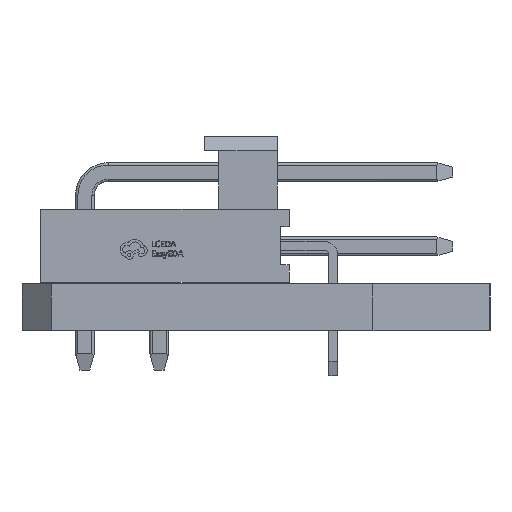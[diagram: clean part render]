
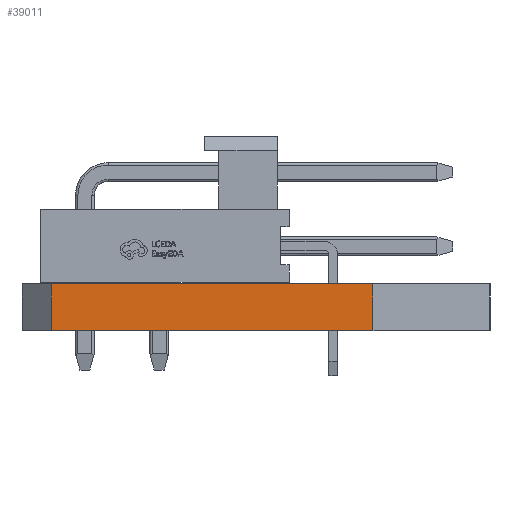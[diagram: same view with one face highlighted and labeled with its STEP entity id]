
A CAD part, left-side view. The second image highlights one B-rep face of the part: STEP entity #39011.
In plain terms, the highlighted planar face has unit normal (-1, 0, 0).
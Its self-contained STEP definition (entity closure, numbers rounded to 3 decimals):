
#38274 = VERTEX_POINT('',#38275);
#38275 = CARTESIAN_POINT('',(-25.,15.,0.));
#38281 = EDGE_CURVE('',#38282,#38274,#38284,.T.);
#38282 = VERTEX_POINT('',#38283);
#38283 = CARTESIAN_POINT('',(-25.,4.,0.));
#38284 = LINE('',#38285,#38286);
#38285 = CARTESIAN_POINT('',(-25.,4.,0.));
#38286 = VECTOR('',#38287,1.);
#38287 = DIRECTION('',(0.,1.,0.));
#38616 = VERTEX_POINT('',#38617);
#38617 = CARTESIAN_POINT('',(-25.,15.,1.6));
#38623 = EDGE_CURVE('',#38624,#38616,#38626,.T.);
#38624 = VERTEX_POINT('',#38625);
#38625 = CARTESIAN_POINT('',(-25.,4.,1.6));
#38626 = LINE('',#38627,#38628);
#38627 = CARTESIAN_POINT('',(-25.,4.,1.6));
#38628 = VECTOR('',#38629,1.);
#38629 = DIRECTION('',(0.,1.,0.));
#38981 = EDGE_CURVE('',#38274,#38616,#38982,.T.);
#38982 = LINE('',#38983,#38984);
#38983 = CARTESIAN_POINT('',(-25.,15.,0.));
#38984 = VECTOR('',#38985,1.);
#38985 = DIRECTION('',(0.,0.,1.));
#39011 = ADVANCED_FACE('',(#39012),#39023,.T.);
#39012 = FACE_BOUND('',#39013,.T.);
#39013 = EDGE_LOOP('',(#39014,#39020,#39021,#39022));
#39014 = ORIENTED_EDGE('',*,*,#39015,.T.);
#39015 = EDGE_CURVE('',#38282,#38624,#39016,.T.);
#39016 = LINE('',#39017,#39018);
#39017 = CARTESIAN_POINT('',(-25.,4.,0.));
#39018 = VECTOR('',#39019,1.);
#39019 = DIRECTION('',(0.,0.,1.));
#39020 = ORIENTED_EDGE('',*,*,#38623,.T.);
#39021 = ORIENTED_EDGE('',*,*,#38981,.F.);
#39022 = ORIENTED_EDGE('',*,*,#38281,.F.);
#39023 = PLANE('',#39024);
#39024 = AXIS2_PLACEMENT_3D('',#39025,#39026,#39027);
#39025 = CARTESIAN_POINT('',(-25.,4.,0.));
#39026 = DIRECTION('',(-1.,0.,0.));
#39027 = DIRECTION('',(0.,1.,0.));
